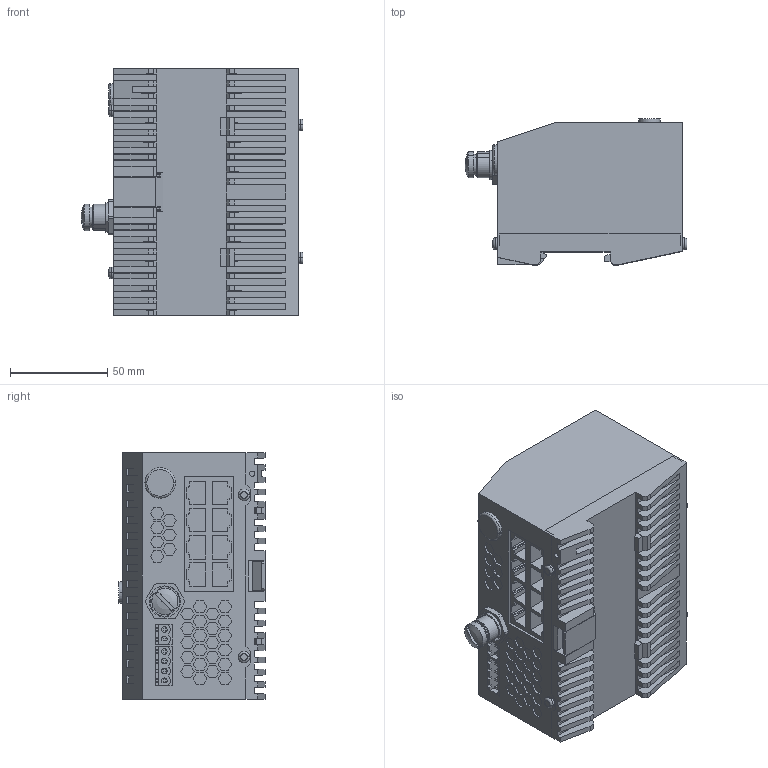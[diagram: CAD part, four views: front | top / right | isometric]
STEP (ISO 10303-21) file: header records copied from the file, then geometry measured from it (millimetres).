
FILE_DESCRIPTION(('SolidDesigner STEP Export'),'2;1');
FILE_NAME('FL_SWITCH_SMCS_8GT.stp','2013-01-10T14:23:15',(''),(''),'Creo Elements/Direct Modeling STEP processor for AP214 (Solid Model)','Creo Elements/Direct Modeling 18.1 06-May-2012 (C) Parametric Technology GmbH','');
FILE_SCHEMA(('AUTOMOTIVE_DESIGN { 1 0 10303 214 1 1 1 1 }'));
Products named in the file (2): FL_SWITCH_SMCS_8GT
Assembly tree (1 placements, depth 2):
  FL_SWITCH_SMCS_8GT
    FL_SWITCH_SMCS_8GT
Bounding box: 114.12 x 75.1 x 127 mm (x, y, z)
Volume: 787774.1 mm3; surface area: 72302.6 mm2
Topology: 1 solids, 1 shells, 1890 faces, 5024 edges, 3372 vertices
Faces by surface type: plane 1762, cylinder 115, torus 10, sphere 2, cone 1
Entity records: 71103 total; most frequent: ORIENTED_EDGE 10048, CARTESIAN_POINT 10015, DIRECTION 8407, EDGE_CURVE 5024, VECTOR 4649, LINE 4649, VERTEX_POINT 3372, EDGE_LOOP 2128
